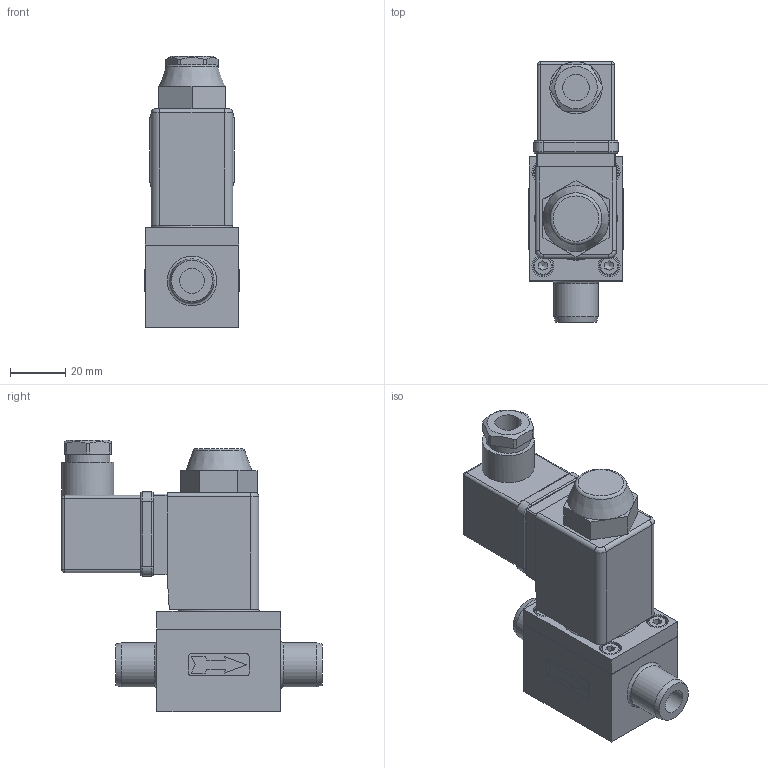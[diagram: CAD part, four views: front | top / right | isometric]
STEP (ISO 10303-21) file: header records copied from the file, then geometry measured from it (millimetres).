
FILE_DESCRIPTION(/* description */ (''),/* implementation_level */ '2;1');
FILE_NAME(/* name */ 'Typ 111 DN 2,0 - DN 6,0.stp',/* time_stamp */ '2016-11-24T10:50:32+01:00',/* author */ ('tstier'),/* organization */ (''),/* preprocessor_version */ 'ST-DEVELOPER v15.2',/* originating_system */ 'Autodesk Inventor 2014',/* authorisation */ '');
FILE_SCHEMA (('AUTOMOTIVE_DESIGN { 1 0 10303 214 3 1 1 }'));
Length unit declared in the file: centimetre
Products named in the file (1): BG-91110001
Bounding box: 34.16 x 94.5 x 98.5 mm (x, y, z)
Volume: 134808.9 mm3; surface area: 28660.2 mm2
Topology: 1 solids, 1 shells, 467 faces, 1190 edges, 763 vertices
Faces by surface type: plane 242, cylinder 78, bspline 71, cone 50, torus 21, sphere 5
Full cylindrical faces by diameter (mm): 3.3 x4, 6.1 x8, 7 x4, 7.2 x1, 8 x4, 9 x2, 9.6 x1, 16 x3, 18.9 x1, 30 x1
Entity records: 14663 total; most frequent: CARTESIAN_POINT 3736, ORIENTED_EDGE 2182, DIRECTION 1943, EDGE_CURVE 1091, VERTEX_POINT 740, AXIS2_PLACEMENT_3D 674, LINE 595, VECTOR 595
